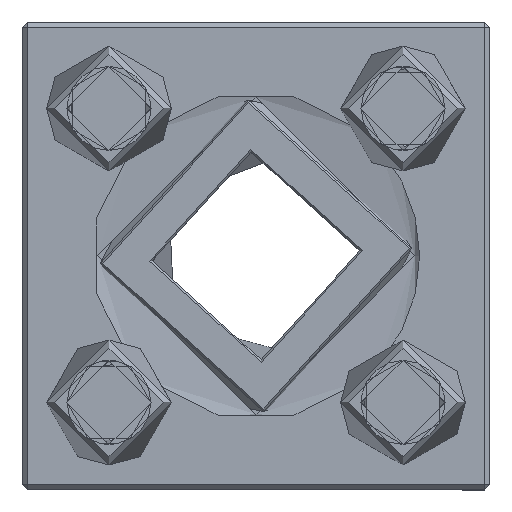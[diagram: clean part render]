
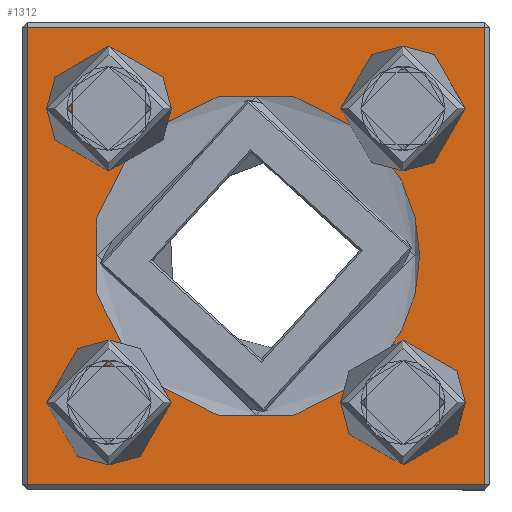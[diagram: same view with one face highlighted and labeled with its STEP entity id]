
A CAD part, top view. The second image highlights one B-rep face of the part: STEP entity #1312.
In plain terms, the highlighted face is planar.
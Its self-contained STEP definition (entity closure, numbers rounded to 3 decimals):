
#1312 = ADVANCED_FACE('',(#1313,#1347),#1466,.T.);
#1313 = FACE_BOUND('',#1314,.T.);
#1314 = EDGE_LOOP('',(#1315,#1325,#1333,#1341));
#1315 = ORIENTED_EDGE('',*,*,#1316,.T.);
#1316 = EDGE_CURVE('',#1317,#1319,#1321,.T.);
#1317 = VERTEX_POINT('',#1318);
#1318 = CARTESIAN_POINT('',(44.,-44.,0.));
#1319 = VERTEX_POINT('',#1320);
#1320 = CARTESIAN_POINT('',(-44.,-44.,0.));
#1321 = LINE('',#1322,#1323);
#1322 = CARTESIAN_POINT('',(0.,-44.,0.));
#1323 = VECTOR('',#1324,1.);
#1324 = DIRECTION('',(-1.,0.,0.));
#1325 = ORIENTED_EDGE('',*,*,#1326,.T.);
#1326 = EDGE_CURVE('',#1319,#1327,#1329,.T.);
#1327 = VERTEX_POINT('',#1328);
#1328 = CARTESIAN_POINT('',(-44.,44.,0.));
#1329 = LINE('',#1330,#1331);
#1330 = CARTESIAN_POINT('',(-44.,0.,0.));
#1331 = VECTOR('',#1332,1.);
#1332 = DIRECTION('',(0.,1.,0.));
#1333 = ORIENTED_EDGE('',*,*,#1334,.T.);
#1334 = EDGE_CURVE('',#1327,#1335,#1337,.T.);
#1335 = VERTEX_POINT('',#1336);
#1336 = CARTESIAN_POINT('',(44.,44.,0.));
#1337 = LINE('',#1338,#1339);
#1338 = CARTESIAN_POINT('',(0.,44.,0.));
#1339 = VECTOR('',#1340,1.);
#1340 = DIRECTION('',(1.,0.,0.));
#1341 = ORIENTED_EDGE('',*,*,#1342,.T.);
#1342 = EDGE_CURVE('',#1335,#1317,#1343,.T.);
#1343 = LINE('',#1344,#1345);
#1344 = CARTESIAN_POINT('',(44.,0.,0.));
#1345 = VECTOR('',#1346,1.);
#1346 = DIRECTION('',(0.,-1.,0.));
#1347 = FACE_BOUND('',#1348,.T.);
#1348 = EDGE_LOOP('',(#1349,#1360,#1369,#1378,#1387,#1396,#1405,#1414,
    #1423,#1432,#1441,#1450,#1459));
#1349 = ORIENTED_EDGE('',*,*,#1350,.T.);
#1350 = EDGE_CURVE('',#1351,#1353,#1355,.T.);
#1351 = VERTEX_POINT('',#1352);
#1352 = CARTESIAN_POINT('',(20.342,-24.051,0.));
#1353 = VERTEX_POINT('',#1354);
#1354 = CARTESIAN_POINT('',(19.284,-28.284,
    0.));
#1355 = CIRCLE('',#1356,9.);
#1356 = AXIS2_PLACEMENT_3D('',#1357,#1358,#1359);
#1357 = CARTESIAN_POINT('',(28.284,-28.284,0.));
#1358 = DIRECTION('',(0.,0.,1.));
#1359 = DIRECTION('',(-1.,0.,0.));
#1360 = ORIENTED_EDGE('',*,*,#1361,.T.);
#1361 = EDGE_CURVE('',#1353,#1362,#1364,.T.);
#1362 = VERTEX_POINT('',#1363);
#1363 = CARTESIAN_POINT('',(24.051,-20.342,0.));
#1364 = CIRCLE('',#1365,9.);
#1365 = AXIS2_PLACEMENT_3D('',#1366,#1367,#1368);
#1366 = CARTESIAN_POINT('',(28.284,-28.284,0.));
#1367 = DIRECTION('',(0.,0.,1.));
#1368 = DIRECTION('',(-1.,0.,0.));
#1369 = ORIENTED_EDGE('',*,*,#1370,.T.);
#1370 = EDGE_CURVE('',#1362,#1371,#1373,.T.);
#1371 = VERTEX_POINT('',#1372);
#1372 = CARTESIAN_POINT('',(24.051,20.342,0.));
#1373 = CIRCLE('',#1374,31.5);
#1374 = AXIS2_PLACEMENT_3D('',#1375,#1376,#1377);
#1375 = CARTESIAN_POINT('',(0.,0.,0.));
#1376 = DIRECTION('',(0.,0.,1.));
#1377 = DIRECTION('',(-1.,0.,0.));
#1378 = ORIENTED_EDGE('',*,*,#1379,.T.);
#1379 = EDGE_CURVE('',#1371,#1380,#1382,.T.);
#1380 = VERTEX_POINT('',#1381);
#1381 = CARTESIAN_POINT('',(19.284,28.284,
    0.));
#1382 = CIRCLE('',#1383,9.);
#1383 = AXIS2_PLACEMENT_3D('',#1384,#1385,#1386);
#1384 = CARTESIAN_POINT('',(28.284,28.284,0.));
#1385 = DIRECTION('',(0.,0.,1.));
#1386 = DIRECTION('',(-1.,0.,0.));
#1387 = ORIENTED_EDGE('',*,*,#1388,.T.);
#1388 = EDGE_CURVE('',#1380,#1389,#1391,.T.);
#1389 = VERTEX_POINT('',#1390);
#1390 = CARTESIAN_POINT('',(20.342,24.051,0.));
#1391 = CIRCLE('',#1392,9.);
#1392 = AXIS2_PLACEMENT_3D('',#1393,#1394,#1395);
#1393 = CARTESIAN_POINT('',(28.284,28.284,0.));
#1394 = DIRECTION('',(0.,0.,1.));
#1395 = DIRECTION('',(-1.,0.,0.));
#1396 = ORIENTED_EDGE('',*,*,#1397,.T.);
#1397 = EDGE_CURVE('',#1389,#1398,#1400,.T.);
#1398 = VERTEX_POINT('',#1399);
#1399 = CARTESIAN_POINT('',(-20.342,24.051,0.));
#1400 = CIRCLE('',#1401,31.5);
#1401 = AXIS2_PLACEMENT_3D('',#1402,#1403,#1404);
#1402 = CARTESIAN_POINT('',(0.,0.,0.));
#1403 = DIRECTION('',(0.,0.,1.));
#1404 = DIRECTION('',(-1.,0.,0.));
#1405 = ORIENTED_EDGE('',*,*,#1406,.T.);
#1406 = EDGE_CURVE('',#1398,#1407,#1409,.T.);
#1407 = VERTEX_POINT('',#1408);
#1408 = CARTESIAN_POINT('',(-37.284,28.284,
    0.));
#1409 = CIRCLE('',#1410,9.);
#1410 = AXIS2_PLACEMENT_3D('',#1411,#1412,#1413);
#1411 = CARTESIAN_POINT('',(-28.284,28.284,0.));
#1412 = DIRECTION('',(0.,0.,1.));
#1413 = DIRECTION('',(-1.,0.,0.));
#1414 = ORIENTED_EDGE('',*,*,#1415,.T.);
#1415 = EDGE_CURVE('',#1407,#1416,#1418,.T.);
#1416 = VERTEX_POINT('',#1417);
#1417 = CARTESIAN_POINT('',(-24.051,20.342,0.));
#1418 = CIRCLE('',#1419,9.);
#1419 = AXIS2_PLACEMENT_3D('',#1420,#1421,#1422);
#1420 = CARTESIAN_POINT('',(-28.284,28.284,0.));
#1421 = DIRECTION('',(0.,0.,1.));
#1422 = DIRECTION('',(-1.,0.,0.));
#1423 = ORIENTED_EDGE('',*,*,#1424,.T.);
#1424 = EDGE_CURVE('',#1416,#1425,#1427,.T.);
#1425 = VERTEX_POINT('',#1426);
#1426 = CARTESIAN_POINT('',(-31.5,0.,
    0.));
#1427 = CIRCLE('',#1428,31.5);
#1428 = AXIS2_PLACEMENT_3D('',#1429,#1430,#1431);
#1429 = CARTESIAN_POINT('',(0.,0.,0.));
#1430 = DIRECTION('',(0.,0.,1.));
#1431 = DIRECTION('',(-1.,0.,0.));
#1432 = ORIENTED_EDGE('',*,*,#1433,.T.);
#1433 = EDGE_CURVE('',#1425,#1434,#1436,.T.);
#1434 = VERTEX_POINT('',#1435);
#1435 = CARTESIAN_POINT('',(-24.051,-20.342,0.));
#1436 = CIRCLE('',#1437,31.5);
#1437 = AXIS2_PLACEMENT_3D('',#1438,#1439,#1440);
#1438 = CARTESIAN_POINT('',(0.,0.,0.));
#1439 = DIRECTION('',(0.,0.,1.));
#1440 = DIRECTION('',(-1.,0.,0.));
#1441 = ORIENTED_EDGE('',*,*,#1442,.T.);
#1442 = EDGE_CURVE('',#1434,#1443,#1445,.T.);
#1443 = VERTEX_POINT('',#1444);
#1444 = CARTESIAN_POINT('',(-37.284,-28.284,
    0.));
#1445 = CIRCLE('',#1446,9.);
#1446 = AXIS2_PLACEMENT_3D('',#1447,#1448,#1449);
#1447 = CARTESIAN_POINT('',(-28.284,-28.284,0.));
#1448 = DIRECTION('',(0.,0.,1.));
#1449 = DIRECTION('',(-1.,0.,0.));
#1450 = ORIENTED_EDGE('',*,*,#1451,.T.);
#1451 = EDGE_CURVE('',#1443,#1452,#1454,.T.);
#1452 = VERTEX_POINT('',#1453);
#1453 = CARTESIAN_POINT('',(-20.342,-24.051,0.));
#1454 = CIRCLE('',#1455,9.);
#1455 = AXIS2_PLACEMENT_3D('',#1456,#1457,#1458);
#1456 = CARTESIAN_POINT('',(-28.284,-28.284,0.));
#1457 = DIRECTION('',(0.,0.,1.));
#1458 = DIRECTION('',(-1.,0.,0.));
#1459 = ORIENTED_EDGE('',*,*,#1460,.T.);
#1460 = EDGE_CURVE('',#1452,#1351,#1461,.T.);
#1461 = CIRCLE('',#1462,31.5);
#1462 = AXIS2_PLACEMENT_3D('',#1463,#1464,#1465);
#1463 = CARTESIAN_POINT('',(0.,0.,0.));
#1464 = DIRECTION('',(0.,0.,1.));
#1465 = DIRECTION('',(-1.,0.,0.));
#1466 = PLANE('',#1467);
#1467 = AXIS2_PLACEMENT_3D('',#1468,#1469,#1470);
#1468 = CARTESIAN_POINT('',(0.,0.,0.));
#1469 = DIRECTION('',(0.,0.,-1.));
#1470 = DIRECTION('',(-1.,0.,0.));
